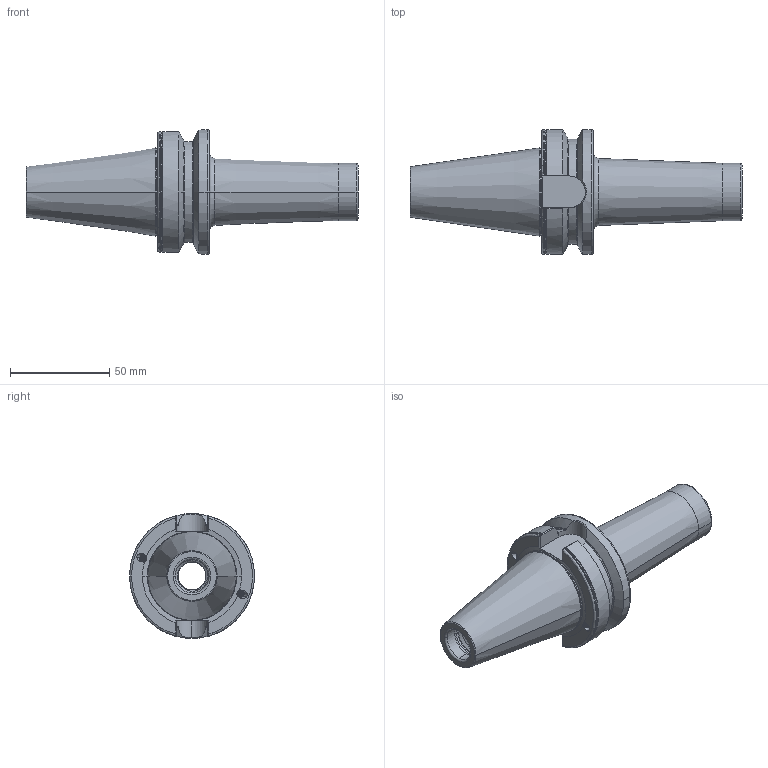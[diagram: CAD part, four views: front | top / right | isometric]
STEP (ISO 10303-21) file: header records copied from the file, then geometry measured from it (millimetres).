
FILE_DESCRIPTION (( 'STEP AP203' ), '1' );
FILE_NAME ('DC.406.06.16.2.STEP', '2017-10-18T03:29:53', ( '' ), ( '' ), 'SwSTEP 2.0', 'SolidWorks 2012', '' );
FILE_SCHEMA (( 'CONFIG_CONTROL_DESIGN' ));
Length unit declared in the file: millimetre
Products named in the file (1): DC.406.06.16.2
Bounding box: 167.4 x 63 x 63 mm (x, y, z)
Volume: 163607.8 mm3; surface area: 35371 mm2
Topology: 1 solids, 1 shells, 218 faces, 587 edges, 372 vertices
Faces by surface type: cylinder 101, torus 45, plane 33, cone 25, bspline 14
Entity records: 13588 total; most frequent: CARTESIAN_POINT 8619, ORIENTED_EDGE 1174, DIRECTION 908, EDGE_CURVE 587, AXIS2_PLACEMENT_3D 374, VERTEX_POINT 372, EDGE_LOOP 225, FACE_OUTER_BOUND 218
